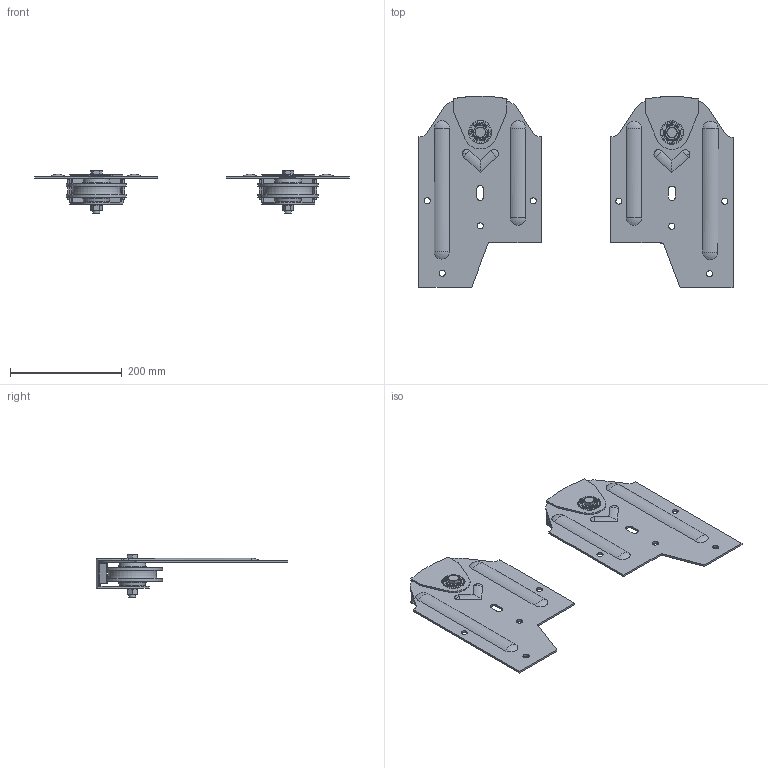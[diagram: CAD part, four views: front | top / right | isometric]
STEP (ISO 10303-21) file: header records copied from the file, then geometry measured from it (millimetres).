
FILE_DESCRIPTION(/* description */ (''),/* implementation_level */ '2;1');
FILE_NAME(/* name */ '0400.stp',/* time_stamp */ '2025-04-09T14:44:37+02:00',/* author */ ('Giuliano'),/* organization */ (''),/* preprocessor_version */ 'ST-DEVELOPER v20',/* originating_system */ 'Autodesk Inventor 2025',/* authorisation */ '');
FILE_SCHEMA (('AUTOMOTIVE_DESIGN { 1 0 10303 214 3 1 1 }'));
Length unit declared in the file: millimetre
Products named in the file (15): Ensemble3; 0400; 14385G; SPORT400D; 14385D; 14392; 14514; 26175; 15681; 04536; 06013; CAG7; 15882; 15902; 09017
Assembly tree (30 placements, depth 4):
  Ensemble3
    0400
      14385G
      26175
      09017
      06013
      04536
      14392
      14514
      15681
      CAG7
        15882
        15902  x9
    SPORT400D
      14385D
      14392
      14514
      26175
      15681
      04536
      06013
      CAG7
        15882
        15902  x9
      09017
Bounding box: 564.25 x 343.42 x 77.5 mm (x, y, z)
Volume: 968872.9 mm3; surface area: 458068.4 mm2
Topology: 36 solids, 36 shells, 1542 faces, 4022 edges, 2640 vertices
Faces by surface type: plane 832, bspline 354, cylinder 246, cone 62, sphere 26, torus 22
Full cylindrical faces by diameter (mm): 6 x18, 10.106 x2, 11 x8, 12 x2, 12.2 x8, 12.5 x2, 13 x2, 16.63 x2, 20 x2, 20.2 x2, 31.8 x2, 32.27 x2, 42 x2, 108 x4
Entity records: 26240 total; most frequent: CARTESIAN_POINT 6701, ORIENTED_EDGE 4184, DIRECTION 3418, EDGE_CURVE 2092, VERTEX_POINT 1377, LINE 1302, VECTOR 1302, AXIS2_PLACEMENT_3D 1058
